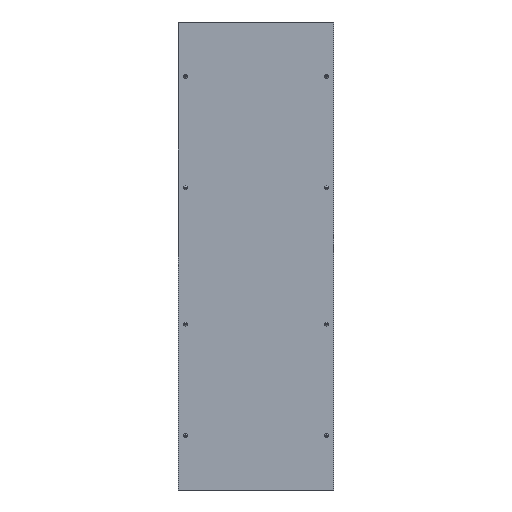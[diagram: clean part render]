
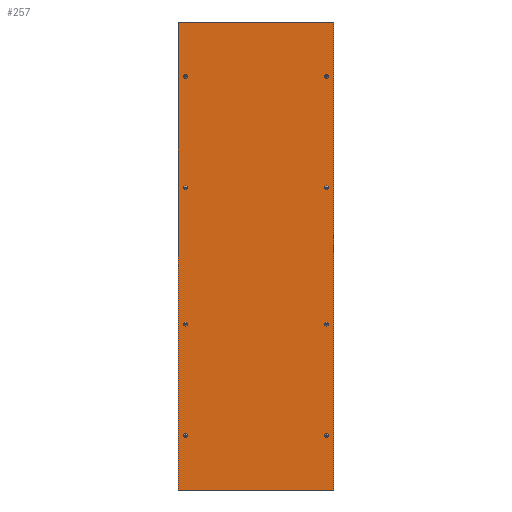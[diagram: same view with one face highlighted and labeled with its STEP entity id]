
A CAD part, left-side view. The second image highlights one B-rep face of the part: STEP entity #257.
In plain terms, the highlighted planar face has unit normal (-1, 0, 0).
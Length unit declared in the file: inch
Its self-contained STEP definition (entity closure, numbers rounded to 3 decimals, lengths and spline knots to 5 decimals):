
#27 = CARTESIAN_POINT ( 'NONE',  ( -0.05906, 11.67323, 35.11811 ) ) ;
#139 = EDGE_LOOP ( 'NONE', ( #10233 ) ) ;
#238 = DIRECTION ( 'NONE',  ( 1., 0., 0. ) ) ;
#257 = ADVANCED_FACE ( 'NONE', ( #3571, #2514, #3354, #6938, #9247, #6730, #4178, #1757, #5139 ), #9412, .T. ) ;
#269 = EDGE_LOOP ( 'NONE', ( #9550 ) ) ;
#284 = CARTESIAN_POINT ( 'NONE',  ( -0.05906, -11.67323, -35.11811 ) ) ;
#339 = DIRECTION ( 'NONE',  ( 0., -1., 0. ) ) ;
#354 = CARTESIAN_POINT ( 'NONE',  ( -0.05906, 10.59055, 10.23622 ) ) ;
#529 = DIRECTION ( 'NONE',  ( 0., -1., 0. ) ) ;
#565 = DIRECTION ( 'NONE',  ( 0., -1., 0. ) ) ;
#664 = CARTESIAN_POINT ( 'NONE',  ( -0.05906, -10.59055, -10.23622 ) ) ;
#710 = ORIENTED_EDGE ( 'NONE', *, *, #6788, .T. ) ;
#714 = LINE ( 'NONE', #885, #10884 ) ;
#870 = AXIS2_PLACEMENT_3D ( 'NONE', #1980, #9585, #339 ) ;
#885 = CARTESIAN_POINT ( 'NONE',  ( -0.05906, 0., 35.11811 ) ) ;
#977 = EDGE_CURVE ( 'NONE', #1417, #1417, #7001, .T. ) ;
#1233 = AXIS2_PLACEMENT_3D ( 'NONE', #1763, #1593, #4124 ) ;
#1417 = VERTEX_POINT ( 'NONE', #7638 ) ;
#1470 = DIRECTION ( 'NONE',  ( 1., 0., 0. ) ) ;
#1492 = CARTESIAN_POINT ( 'NONE',  ( -0.05906, 10.41339, 26.9685 ) ) ;
#1526 = ORIENTED_EDGE ( 'NONE', *, *, #7708, .T. ) ;
#1593 = DIRECTION ( 'NONE',  ( 1., 0., 0. ) ) ;
#1749 = CIRCLE ( 'NONE', #9315, 0.17717 ) ;
#1757 = FACE_BOUND ( 'NONE', #6722, .T. ) ;
#1763 = CARTESIAN_POINT ( 'NONE',  ( -0.05906, 10.59055, 26.9685 ) ) ;
#1833 = DIRECTION ( 'NONE',  ( 0., 0., 1. ) ) ;
#1905 = CARTESIAN_POINT ( 'NONE',  ( -0.05906, 11.67323, 0. ) ) ;
#1980 = CARTESIAN_POINT ( 'NONE',  ( -0.05906, 10.59055, -10.23622 ) ) ;
#2090 = VECTOR ( 'NONE', #6062, 39.37008 ) ;
#2162 = VERTEX_POINT ( 'NONE', #27 ) ;
#2229 = AXIS2_PLACEMENT_3D ( 'NONE', #7249, #6477, #529 ) ;
#2295 = VERTEX_POINT ( 'NONE', #2760 ) ;
#2314 = DIRECTION ( 'NONE',  ( 1., 0., 0. ) ) ;
#2371 = EDGE_CURVE ( 'NONE', #6817, #6817, #9090, .T. ) ;
#2514 = FACE_BOUND ( 'NONE', #269, .T. ) ;
#2555 = CARTESIAN_POINT ( 'NONE',  ( -0.05906, -10.76772, -10.23622 ) ) ;
#2665 = VERTEX_POINT ( 'NONE', #5314 ) ;
#2760 = CARTESIAN_POINT ( 'NONE',  ( -0.05906, -11.67323, 35.11811 ) ) ;
#2917 = DIRECTION ( 'NONE',  ( 0., -1., 0. ) ) ;
#2959 = AXIS2_PLACEMENT_3D ( 'NONE', #354, #4761, #2917 ) ;
#3099 = AXIS2_PLACEMENT_3D ( 'NONE', #664, #2314, #565 ) ;
#3308 = DIRECTION ( 'NONE',  ( 1., 0., 0. ) ) ;
#3354 = FACE_BOUND ( 'NONE', #139, .T. ) ;
#3377 = CARTESIAN_POINT ( 'NONE',  ( -0.05906, -10.76772, 10.23622 ) ) ;
#3564 = DIRECTION ( 'NONE',  ( 0., -1., 0. ) ) ;
#3571 = FACE_BOUND ( 'NONE', #10429, .T. ) ;
#3584 = ORIENTED_EDGE ( 'NONE', *, *, #10147, .T. ) ;
#3770 = VERTEX_POINT ( 'NONE', #284 ) ;
#3791 = ORIENTED_EDGE ( 'NONE', *, *, #8916, .T. ) ;
#3911 = EDGE_LOOP ( 'NONE', ( #3791, #9077, #8909, #710 ) ) ;
#4004 = VECTOR ( 'NONE', #3564, 39.37008 ) ;
#4097 = CARTESIAN_POINT ( 'NONE',  ( -0.05906, 10.41339, -10.23622 ) ) ;
#4124 = DIRECTION ( 'NONE',  ( 0., -1., 0. ) ) ;
#4178 = FACE_BOUND ( 'NONE', #10124, .T. ) ;
#4252 = DIRECTION ( 'NONE',  ( 0., 1., 0. ) ) ;
#4359 = AXIS2_PLACEMENT_3D ( 'NONE', #9432, #238, #10368 ) ;
#4609 = VERTEX_POINT ( 'NONE', #7196 ) ;
#4733 = VECTOR ( 'NONE', #1833, 39.37008 ) ;
#4739 = CIRCLE ( 'NONE', #1233, 0.17717 ) ;
#4761 = DIRECTION ( 'NONE',  ( 1., 0., 0. ) ) ;
#4973 = EDGE_LOOP ( 'NONE', ( #10219 ) ) ;
#5015 = CARTESIAN_POINT ( 'NONE',  ( -0.05906, 0., 0. ) ) ;
#5044 = VERTEX_POINT ( 'NONE', #1492 ) ;
#5139 = FACE_OUTER_BOUND ( 'NONE', #3911, .T. ) ;
#5314 = CARTESIAN_POINT ( 'NONE',  ( -0.05906, 11.67323, -35.11811 ) ) ;
#5641 = EDGE_CURVE ( 'NONE', #4609, #4609, #5779, .T. ) ;
#5677 = AXIS2_PLACEMENT_3D ( 'NONE', #5015, #8478, #7547 ) ;
#5779 = CIRCLE ( 'NONE', #4359, 0.17717 ) ;
#6062 = DIRECTION ( 'NONE',  ( 0., 0., -1. ) ) ;
#6477 = DIRECTION ( 'NONE',  ( 1., 0., 0. ) ) ;
#6495 = CIRCLE ( 'NONE', #8070, 0.17717 ) ;
#6702 = VERTEX_POINT ( 'NONE', #4097 ) ;
#6719 = LINE ( 'NONE', #10061, #4004 ) ;
#6722 = EDGE_LOOP ( 'NONE', ( #10562 ) ) ;
#6730 = FACE_BOUND ( 'NONE', #4973, .T. ) ;
#6788 = EDGE_CURVE ( 'NONE', #3770, #2295, #6870, .T. ) ;
#6817 = VERTEX_POINT ( 'NONE', #2555 ) ;
#6855 = CIRCLE ( 'NONE', #870, 0.17717 ) ;
#6870 = LINE ( 'NONE', #7837, #4733 ) ;
#6938 = FACE_BOUND ( 'NONE', #8473, .T. ) ;
#7001 = CIRCLE ( 'NONE', #2229, 0.17717 ) ;
#7047 = EDGE_CURVE ( 'NONE', #6702, #6702, #6855, .T. ) ;
#7196 = CARTESIAN_POINT ( 'NONE',  ( -0.05906, -10.76772, 26.9685 ) ) ;
#7249 = CARTESIAN_POINT ( 'NONE',  ( -0.05906, -10.59055, -26.9685 ) ) ;
#7547 = DIRECTION ( 'NONE',  ( 0., -1., 0. ) ) ;
#7558 = CIRCLE ( 'NONE', #2959, 0.17717 ) ;
#7638 = CARTESIAN_POINT ( 'NONE',  ( -0.05906, -10.76772, -26.9685 ) ) ;
#7708 = EDGE_CURVE ( 'NONE', #9882, #9882, #1749, .T. ) ;
#7837 = CARTESIAN_POINT ( 'NONE',  ( -0.05906, -11.67323, 0. ) ) ;
#8070 = AXIS2_PLACEMENT_3D ( 'NONE', #9214, #3308, #10036 ) ;
#8450 = VERTEX_POINT ( 'NONE', #3377 ) ;
#8473 = EDGE_LOOP ( 'NONE', ( #3584 ) ) ;
#8478 = DIRECTION ( 'NONE',  ( -1., 0., 0. ) ) ;
#8546 = CARTESIAN_POINT ( 'NONE',  ( -0.05906, 10.41339, 10.23622 ) ) ;
#8686 = LINE ( 'NONE', #1905, #2090 ) ;
#8749 = ORIENTED_EDGE ( 'NONE', *, *, #977, .T. ) ;
#8874 = EDGE_CURVE ( 'NONE', #5044, #5044, #4739, .T. ) ;
#8909 = ORIENTED_EDGE ( 'NONE', *, *, #9453, .T. ) ;
#8916 = EDGE_CURVE ( 'NONE', #2295, #2162, #714, .T. ) ;
#9043 = CARTESIAN_POINT ( 'NONE',  ( -0.05906, 10.41339, -26.9685 ) ) ;
#9077 = ORIENTED_EDGE ( 'NONE', *, *, #10458, .T. ) ;
#9090 = CIRCLE ( 'NONE', #3099, 0.17717 ) ;
#9214 = CARTESIAN_POINT ( 'NONE',  ( -0.05906, -10.59055, 10.23622 ) ) ;
#9247 = FACE_BOUND ( 'NONE', #10673, .T. ) ;
#9315 = AXIS2_PLACEMENT_3D ( 'NONE', #10615, #1470, #9745 ) ;
#9385 = VERTEX_POINT ( 'NONE', #8546 ) ;
#9412 = PLANE ( 'NONE',  #5677 ) ;
#9432 = CARTESIAN_POINT ( 'NONE',  ( -0.05906, -10.59055, 26.9685 ) ) ;
#9453 = EDGE_CURVE ( 'NONE', #2665, #3770, #6719, .T. ) ;
#9550 = ORIENTED_EDGE ( 'NONE', *, *, #10791, .T. ) ;
#9585 = DIRECTION ( 'NONE',  ( 1., 0., 0. ) ) ;
#9745 = DIRECTION ( 'NONE',  ( 0., -1., 0. ) ) ;
#9882 = VERTEX_POINT ( 'NONE', #9043 ) ;
#10036 = DIRECTION ( 'NONE',  ( 0., -1., 0. ) ) ;
#10061 = CARTESIAN_POINT ( 'NONE',  ( -0.05906, 0., -35.11811 ) ) ;
#10124 = EDGE_LOOP ( 'NONE', ( #8749 ) ) ;
#10147 = EDGE_CURVE ( 'NONE', #8450, #8450, #6495, .T. ) ;
#10219 = ORIENTED_EDGE ( 'NONE', *, *, #7047, .T. ) ;
#10233 = ORIENTED_EDGE ( 'NONE', *, *, #5641, .T. ) ;
#10368 = DIRECTION ( 'NONE',  ( 0., -1., 0. ) ) ;
#10429 = EDGE_LOOP ( 'NONE', ( #10514 ) ) ;
#10458 = EDGE_CURVE ( 'NONE', #2162, #2665, #8686, .T. ) ;
#10514 = ORIENTED_EDGE ( 'NONE', *, *, #8874, .T. ) ;
#10562 = ORIENTED_EDGE ( 'NONE', *, *, #2371, .T. ) ;
#10615 = CARTESIAN_POINT ( 'NONE',  ( -0.05906, 10.59055, -26.9685 ) ) ;
#10673 = EDGE_LOOP ( 'NONE', ( #1526 ) ) ;
#10791 = EDGE_CURVE ( 'NONE', #9385, #9385, #7558, .T. ) ;
#10884 = VECTOR ( 'NONE', #4252, 39.37008 ) ;
